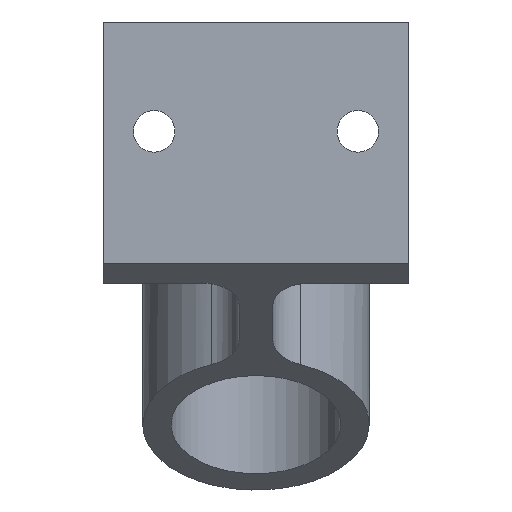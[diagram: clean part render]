
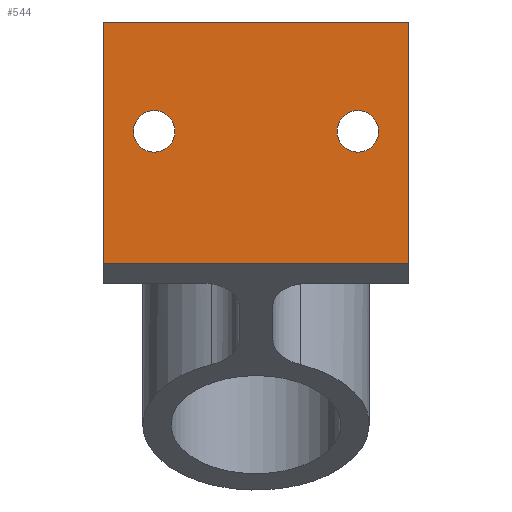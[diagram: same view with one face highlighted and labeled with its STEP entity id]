
A CAD part, front view. The second image highlights one B-rep face of the part: STEP entity #544.
In plain terms, the highlighted planar face has unit normal (0, -1, 0).
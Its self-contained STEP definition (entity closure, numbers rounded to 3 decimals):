
#37 = CARTESIAN_POINT ( 'NONE',  ( 20.25, -37., 0. ) ) ;
#184 = AXIS2_PLACEMENT_3D ( 'NONE', #266, #222, #221 ) ;
#186 = DIRECTION ( 'NONE',  ( 0., 0., -1. ) ) ;
#187 = DIRECTION ( 'NONE',  ( 0., -1., 0. ) ) ;
#211 = CARTESIAN_POINT ( 'NONE',  ( 20.25, -37., -80. ) ) ;
#218 = FACE_BOUND ( 'NONE', #516, .T. ) ;
#221 = DIRECTION ( 'NONE',  ( 1., 0., 0. ) ) ;
#222 = DIRECTION ( 'NONE',  ( 0., -1., 0. ) ) ;
#225 = DIRECTION ( 'NONE',  ( 0., 0., 1. ) ) ;
#226 = VECTOR ( 'NONE', #225, 1000. ) ;
#227 = CARTESIAN_POINT ( 'NONE',  ( 20.25, -37., -80. ) ) ;
#228 = LINE ( 'NONE', #227, #226 ) ;
#243 = DIRECTION ( 'NONE',  ( 1., 0., 0. ) ) ;
#244 = VECTOR ( 'NONE', #243, 1000. ) ;
#251 = CIRCLE ( 'NONE', #184, 2.75 ) ;
#257 = LINE ( 'NONE', #273, #244 ) ;
#266 = CARTESIAN_POINT ( 'NONE',  ( -13.5, -37., -14.5 ) ) ;
#267 = PLANE ( 'NONE',  #269 ) ;
#268 = FACE_OUTER_BOUND ( 'NONE', #580, .T. ) ;
#269 = AXIS2_PLACEMENT_3D ( 'NONE', #211, #187, #186 ) ;
#273 = CARTESIAN_POINT ( 'NONE',  ( 20.25, -37., 0. ) ) ;
#274 = DIRECTION ( 'NONE',  ( 1., 0., 0. ) ) ;
#275 = DIRECTION ( 'NONE',  ( 0., -1., 0. ) ) ;
#276 = CARTESIAN_POINT ( 'NONE',  ( 13.5, -37., -14.5 ) ) ;
#277 = AXIS2_PLACEMENT_3D ( 'NONE', #276, #275, #274 ) ;
#278 = CIRCLE ( 'NONE', #277, 2.75 ) ;
#328 = FACE_BOUND ( 'NONE', #522, .T. ) ;
#353 = VERTEX_POINT ( 'NONE', #593 ) ;
#427 = VERTEX_POINT ( 'NONE', #857 ) ;
#431 = EDGE_CURVE ( 'NONE', #427, #474, #855, .T. ) ;
#445 = VERTEX_POINT ( 'NONE', #964 ) ;
#447 = VERTEX_POINT ( 'NONE', #905 ) ;
#465 = VERTEX_POINT ( 'NONE', #911 ) ;
#471 = EDGE_CURVE ( 'NONE', #465, #353, #910, .T. ) ;
#474 = VERTEX_POINT ( 'NONE', #1001 ) ;
#491 = EDGE_CURVE ( 'NONE', #447, #445, #941, .T. ) ;
#516 = EDGE_LOOP ( 'NONE', ( #545, #528 ) ) ;
#519 = VERTEX_POINT ( 'NONE', #1007 ) ;
#522 = EDGE_LOOP ( 'NONE', ( #559, #564 ) ) ;
#525 = EDGE_CURVE ( 'NONE', #447, #519, #951, .T. ) ;
#528 = ORIENTED_EDGE ( 'NONE', *, *, #471, .F. ) ;
#530 = ORIENTED_EDGE ( 'NONE', *, *, #491, .T. ) ;
#544 = ADVANCED_FACE ( 'NONE', ( #328, #218, #268 ), #267, .T. ) ;
#545 = ORIENTED_EDGE ( 'NONE', *, *, #575, .F. ) ;
#558 = ORIENTED_EDGE ( 'NONE', *, *, #569, .T. ) ;
#559 = ORIENTED_EDGE ( 'NONE', *, *, #570, .F. ) ;
#564 = ORIENTED_EDGE ( 'NONE', *, *, #431, .F. ) ;
#565 = ORIENTED_EDGE ( 'NONE', *, *, #525, .F. ) ;
#569 = EDGE_CURVE ( 'NONE', #445, #663, #228, .T. ) ;
#570 = EDGE_CURVE ( 'NONE', #474, #427, #251, .T. ) ;
#575 = EDGE_CURVE ( 'NONE', #353, #465, #278, .T. ) ;
#580 = EDGE_LOOP ( 'NONE', ( #565, #530, #558, #596 ) ) ;
#593 = CARTESIAN_POINT ( 'NONE',  ( 16.25, -37., -14.5 ) ) ;
#596 = ORIENTED_EDGE ( 'NONE', *, *, #597, .F. ) ;
#597 = EDGE_CURVE ( 'NONE', #519, #663, #257, .T. ) ;
#663 = VERTEX_POINT ( 'NONE', #37 ) ;
#750 = DIRECTION ( 'NONE',  ( 1., 0., 0. ) ) ;
#751 = DIRECTION ( 'NONE',  ( 0., -1., 0. ) ) ;
#855 = CIRCLE ( 'NONE', #856, 2.75 ) ;
#856 = AXIS2_PLACEMENT_3D ( 'NONE', #858, #751, #750 ) ;
#857 = CARTESIAN_POINT ( 'NONE',  ( -16.25, -37., -14.5 ) ) ;
#858 = CARTESIAN_POINT ( 'NONE',  ( -13.5, -37., -14.5 ) ) ;
#905 = CARTESIAN_POINT ( 'NONE',  ( -20.25, -37., -32. ) ) ;
#910 = CIRCLE ( 'NONE', #920, 2.75 ) ;
#911 = CARTESIAN_POINT ( 'NONE',  ( 10.75, -37., -14.5 ) ) ;
#920 = AXIS2_PLACEMENT_3D ( 'NONE', #989, #988, #987 ) ;
#929 = DIRECTION ( 'NONE',  ( 1., 0., 0. ) ) ;
#930 = VECTOR ( 'NONE', #929, 1000. ) ;
#931 = CARTESIAN_POINT ( 'NONE',  ( -20.25, -37., -32. ) ) ;
#941 = LINE ( 'NONE', #931, #930 ) ;
#951 = LINE ( 'NONE', #971, #954 ) ;
#953 = DIRECTION ( 'NONE',  ( 0., 0., 1. ) ) ;
#954 = VECTOR ( 'NONE', #953, 1000. ) ;
#964 = CARTESIAN_POINT ( 'NONE',  ( 20.25, -37., -32. ) ) ;
#971 = CARTESIAN_POINT ( 'NONE',  ( -20.25, -37., -80. ) ) ;
#987 = DIRECTION ( 'NONE',  ( 1., 0., 0. ) ) ;
#988 = DIRECTION ( 'NONE',  ( 0., -1., 0. ) ) ;
#989 = CARTESIAN_POINT ( 'NONE',  ( 13.5, -37., -14.5 ) ) ;
#1001 = CARTESIAN_POINT ( 'NONE',  ( -10.75, -37., -14.5 ) ) ;
#1007 = CARTESIAN_POINT ( 'NONE',  ( -20.25, -37., 0. ) ) ;
